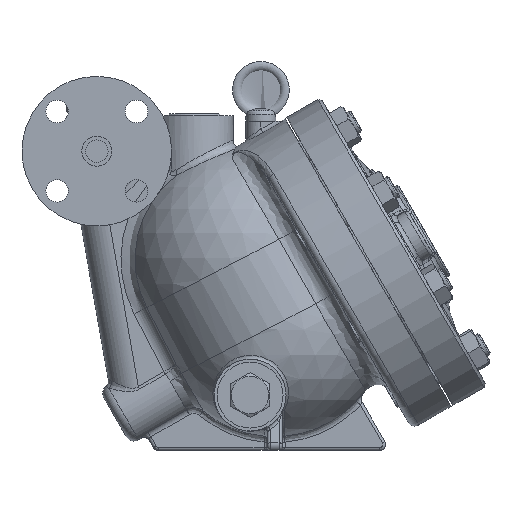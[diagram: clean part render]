
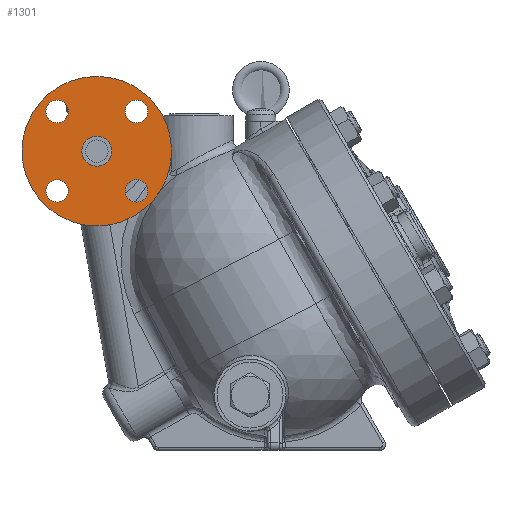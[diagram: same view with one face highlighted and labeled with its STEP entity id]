
A CAD part, front view. The second image highlights one B-rep face of the part: STEP entity #1301.
In plain terms, the highlighted planar face has unit normal (0, -1, 0).
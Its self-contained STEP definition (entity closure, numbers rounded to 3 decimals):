
#730=CARTESIAN_POINT('',(-65.,-175.0,50.));
#731=VERTEX_POINT('',#730);
#732=CARTESIAN_POINT('',(-65.,-175.0,0.));
#733=DIRECTION('',(0.0,1.0,0.0));
#734=DIRECTION('',(0.0,0.0,1.0));
#735=AXIS2_PLACEMENT_3D('',#732,#733,#734);
#736=CIRCLE('',#735,50.);
#737=EDGE_CURVE('',#731,#731,#736,.T.);
#862=CARTESIAN_POINT('',(-91.517,-175.0,-19.017));
#863=VERTEX_POINT('',#862);
#864=CARTESIAN_POINT('',(-91.517,-175.0,-26.517));
#865=DIRECTION('',(0.0,1.0,0.0));
#866=DIRECTION('',(0.0,0.0,1.0));
#867=AXIS2_PLACEMENT_3D('',#864,#865,#866);
#868=CIRCLE('',#867,7.5);
#869=EDGE_CURVE('',#863,#863,#868,.T.);
#903=CARTESIAN_POINT('',(-45.983,-175.0,-26.517));
#904=VERTEX_POINT('',#903);
#905=CARTESIAN_POINT('',(-38.483,-175.0,-26.517));
#906=DIRECTION('',(0.0,1.0,0.0));
#907=DIRECTION('',(-1.0,0.0,0.0));
#908=AXIS2_PLACEMENT_3D('',#905,#906,#907);
#909=CIRCLE('',#908,7.5);
#910=EDGE_CURVE('',#904,#904,#909,.T.);
#944=CARTESIAN_POINT('',(-38.483,-175.0,19.017));
#945=VERTEX_POINT('',#944);
#946=CARTESIAN_POINT('',(-38.483,-175.0,26.517));
#947=DIRECTION('',(0.0,1.0,0.0));
#948=DIRECTION('',(0.0,0.0,-1.0));
#949=AXIS2_PLACEMENT_3D('',#946,#947,#948);
#950=CIRCLE('',#949,7.5);
#951=EDGE_CURVE('',#945,#945,#950,.T.);
#985=CARTESIAN_POINT('',(-84.017,-175.0,26.517));
#986=VERTEX_POINT('',#985);
#987=CARTESIAN_POINT('',(-91.517,-175.0,26.517));
#988=DIRECTION('',(0.0,1.0,0.0));
#989=DIRECTION('',(1.0,0.0,0.0));
#990=AXIS2_PLACEMENT_3D('',#987,#988,#989);
#991=CIRCLE('',#990,7.5);
#992=EDGE_CURVE('',#986,#986,#991,.T.);
#1263=CARTESIAN_POINT('',(-65.,-175.0,10.));
#1264=VERTEX_POINT('',#1263);
#1265=CARTESIAN_POINT('',(-65.,-175.0,0.));
#1266=DIRECTION('',(0.0,1.0,0.0));
#1267=DIRECTION('',(0.0,0.0,1.0));
#1268=AXIS2_PLACEMENT_3D('',#1265,#1266,#1267);
#1269=CIRCLE('',#1268,10.);
#1270=EDGE_CURVE('',#1264,#1264,#1269,.T.);
#1278=CARTESIAN_POINT('',(-65.,-175.0,30.0));
#1279=DIRECTION('',(0.0,-1.0,0.0));
#1280=DIRECTION('',(0.0,0.0,-1.0));
#1281=AXIS2_PLACEMENT_3D('',#1278,#1279,#1280);
#1282=PLANE('',#1281);
#1283=ORIENTED_EDGE('',*,*,#737,.F.);
#1284=EDGE_LOOP('',(#1283));
#1285=FACE_OUTER_BOUND('',#1284,.T.);
#1286=ORIENTED_EDGE('',*,*,#869,.T.);
#1287=EDGE_LOOP('',(#1286));
#1288=FACE_BOUND('',#1287,.T.);
#1289=ORIENTED_EDGE('',*,*,#910,.T.);
#1290=EDGE_LOOP('',(#1289));
#1291=FACE_BOUND('',#1290,.T.);
#1292=ORIENTED_EDGE('',*,*,#951,.T.);
#1293=EDGE_LOOP('',(#1292));
#1294=FACE_BOUND('',#1293,.T.);
#1295=ORIENTED_EDGE('',*,*,#992,.T.);
#1296=EDGE_LOOP('',(#1295));
#1297=FACE_BOUND('',#1296,.T.);
#1298=ORIENTED_EDGE('',*,*,#1270,.T.);
#1299=EDGE_LOOP('',(#1298));
#1300=FACE_BOUND('',#1299,.T.);
#1301=ADVANCED_FACE('',(#1285,#1288,#1291,#1294,#1297,#1300),#1282,.T.);
